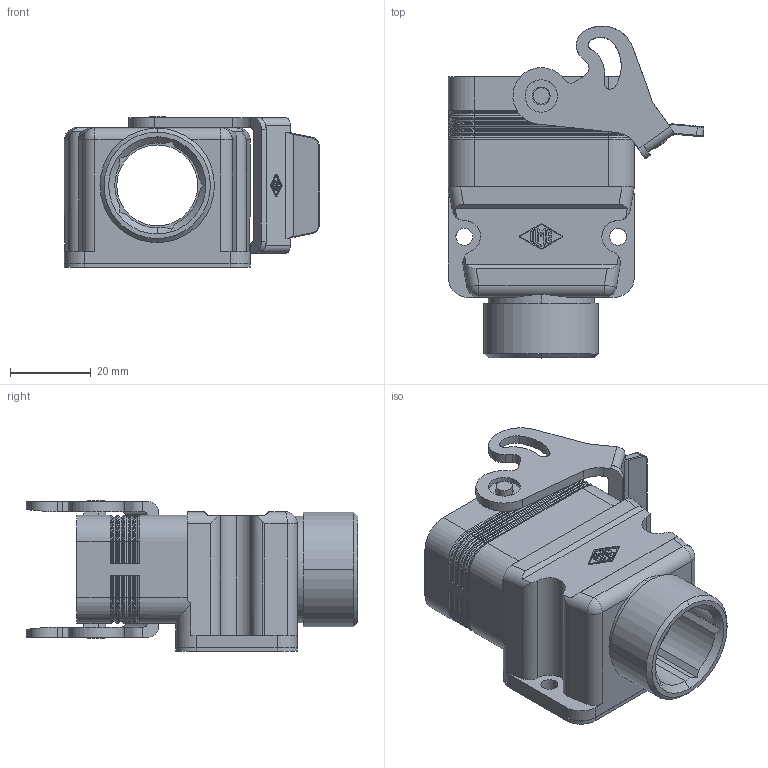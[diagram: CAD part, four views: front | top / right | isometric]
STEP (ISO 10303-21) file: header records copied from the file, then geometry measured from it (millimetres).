
FILE_DESCRIPTION(('CoCreate Modeling STEP Export'),'2;1');
FILE_NAME('CQ_08_IAP.stp','2009-02-16T16:06:19',(''),(''),'CoCreate Modeling STEP processor for AP214 (Solid Model)','CoCreate Modeling 16.00A 16-Aug-2008 (C) Parametric Technology GmbH','');
FILE_SCHEMA(('AUTOMOTIVE_DESIGN { 1 0 10303 214 1 1 1 1 }'));
Length unit declared in the file: millimetre
Products named in the file (3): CUSTODIA_CQ_08_IAP; LEVA_CQ_08_IAP; CQ_08_IAP
Assembly tree (2 placements, depth 2):
  CQ_08_IAP
    LEVA_CQ_08_IAP
    CUSTODIA_CQ_08_IAP
Bounding box: 63.2 x 82.05 x 37.25 mm (x, y, z)
Volume: 30859.6 mm3; surface area: 25762.3 mm2
Topology: 2 solids, 2 shells, 721 faces, 1822 edges, 1137 vertices
Faces by surface type: cylinder 293, plane 282, torus 66, cone 52, bspline 21, extrusion 5, sphere 2
Entity records: 27691 total; most frequent: CARTESIAN_POINT 5963, ORIENTED_EDGE 3640, DIRECTION 2990, EDGE_CURVE 1820, VERTEX_POINT 1137, AXIS2_PLACEMENT_3D 1037, VECTOR 916, LINE 911
